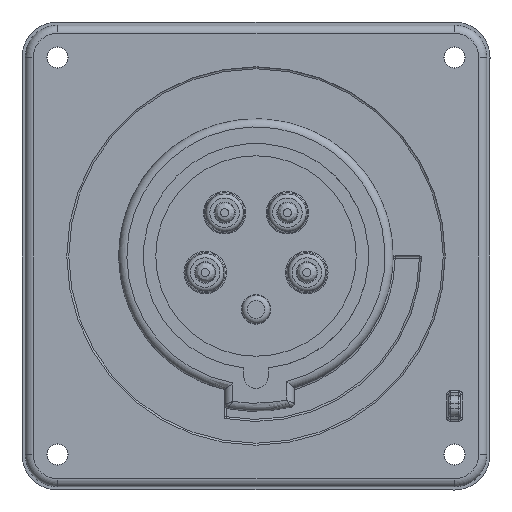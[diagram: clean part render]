
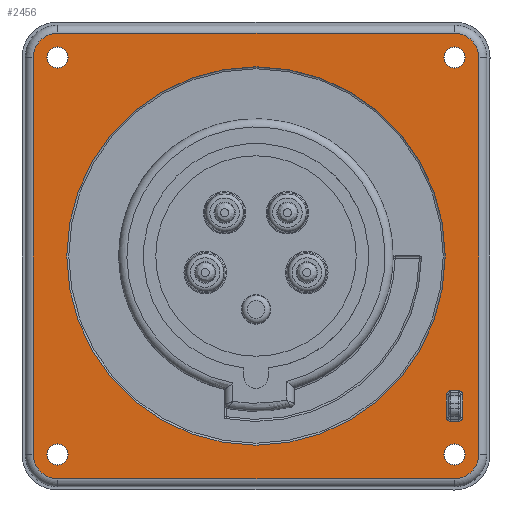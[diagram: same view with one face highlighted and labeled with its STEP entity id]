
A CAD part, front view. The second image highlights one B-rep face of the part: STEP entity #2456.
In plain terms, the highlighted planar face has unit normal (0, -1, 0).
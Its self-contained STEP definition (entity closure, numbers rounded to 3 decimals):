
#432=FACE_BOUND('',#5921,.T.);
#433=FACE_BOUND('',#5922,.T.);
#434=FACE_BOUND('',#5923,.T.);
#435=FACE_BOUND('',#5924,.T.);
#436=FACE_BOUND('',#5925,.T.);
#437=FACE_BOUND('',#5926,.T.);
#438=FACE_BOUND('',#5927,.T.);
#2456=ADVANCED_FACE('',(#432,#433,#434,#435,#436,#437,#438),#3398,.F.);
#3398=PLANE('',#24953);
#5921=EDGE_LOOP('',(#14828,#14829,#14830,#14831,#14832,#14833,#14834,#14835));
#5922=EDGE_LOOP('',(#14836));
#5923=EDGE_LOOP('',(#14837));
#5924=EDGE_LOOP('',(#14838));
#5925=EDGE_LOOP('',(#14839));
#5926=EDGE_LOOP('',(#14840));
#5927=EDGE_LOOP('',(#14841,#14842,#14843,#14844,#14845,#14846,#14847,#14848));
#6846=ELLIPSE('',#24935,1.015,1.);
#6847=ELLIPSE('',#24940,1.015,1.);
#6848=ELLIPSE('',#24943,1.015,1.);
#6849=ELLIPSE('',#24947,1.015,1.);
#7763=LINE('',#47963,#9187);
#7764=LINE('',#47973,#9188);
#7765=LINE('',#47981,#9189);
#7766=LINE('',#47989,#9190);
#7767=LINE('',#48024,#9191);
#7768=LINE('',#48041,#9192);
#7769=LINE('',#48060,#9193);
#7770=LINE('',#48079,#9194);
#9187=VECTOR('',#29898,1.);
#9188=VECTOR('',#29911,1.);
#9189=VECTOR('',#29922,1.);
#9190=VECTOR('',#29933,1.);
#9191=VECTOR('',#29964,1.);
#9192=VECTOR('',#29971,1.);
#9193=VECTOR('',#29980,1.);
#9194=VECTOR('',#29989,1.);
#10451=CIRCLE('',#24910,6.);
#10454=CIRCLE('',#24915,6.);
#10457=CIRCLE('',#24920,6.);
#10459=CIRCLE('',#24924,6.);
#10460=CIRCLE('',#24926,2.642);
#10461=CIRCLE('',#24928,2.642);
#10462=CIRCLE('',#24930,2.642);
#10463=CIRCLE('',#24932,2.642);
#10473=CIRCLE('',#24952,46.9);
#14828=ORIENTED_EDGE('',*,*,#21598,.F.);
#14829=ORIENTED_EDGE('',*,*,#21596,.F.);
#14830=ORIENTED_EDGE('',*,*,#21594,.F.);
#14831=ORIENTED_EDGE('',*,*,#21592,.F.);
#14832=ORIENTED_EDGE('',*,*,#21590,.F.);
#14833=ORIENTED_EDGE('',*,*,#21589,.F.);
#14834=ORIENTED_EDGE('',*,*,#21587,.F.);
#14835=ORIENTED_EDGE('',*,*,#21584,.F.);
#14836=ORIENTED_EDGE('',*,*,#21582,.F.);
#14837=ORIENTED_EDGE('',*,*,#21581,.F.);
#14838=ORIENTED_EDGE('',*,*,#21600,.F.);
#14839=ORIENTED_EDGE('',*,*,#21580,.F.);
#14840=ORIENTED_EDGE('',*,*,#21579,.F.);
#14841=ORIENTED_EDGE('',*,*,#21564,.F.);
#14842=ORIENTED_EDGE('',*,*,#21567,.F.);
#14843=ORIENTED_EDGE('',*,*,#21569,.F.);
#14844=ORIENTED_EDGE('',*,*,#21571,.F.);
#14845=ORIENTED_EDGE('',*,*,#21573,.F.);
#14846=ORIENTED_EDGE('',*,*,#21575,.F.);
#14847=ORIENTED_EDGE('',*,*,#21577,.F.);
#14848=ORIENTED_EDGE('',*,*,#21578,.F.);
#18770=VERTEX_POINT('',#47962);
#18771=VERTEX_POINT('',#47964);
#18772=VERTEX_POINT('',#47968);
#18773=VERTEX_POINT('',#47972);
#18774=VERTEX_POINT('',#47976);
#18775=VERTEX_POINT('',#47980);
#18776=VERTEX_POINT('',#47984);
#18777=VERTEX_POINT('',#47988);
#18778=VERTEX_POINT('',#47994);
#18779=VERTEX_POINT('',#47997);
#18780=VERTEX_POINT('',#48000);
#18781=VERTEX_POINT('',#48003);
#18782=VERTEX_POINT('',#48006);
#18783=VERTEX_POINT('',#48008);
#18784=VERTEX_POINT('',#48023);
#18785=VERTEX_POINT('',#48027);
#18786=VERTEX_POINT('',#48042);
#18787=VERTEX_POINT('',#48046);
#18788=VERTEX_POINT('',#48061);
#18789=VERTEX_POINT('',#48065);
#18791=VERTEX_POINT('',#48085);
#21564=EDGE_CURVE('',#18770,#18771,#7763,.T.);
#21567=EDGE_CURVE('',#18772,#18770,#10451,.T.);
#21569=EDGE_CURVE('',#18773,#18772,#7764,.T.);
#21571=EDGE_CURVE('',#18774,#18773,#10454,.T.);
#21573=EDGE_CURVE('',#18775,#18774,#7765,.T.);
#21575=EDGE_CURVE('',#18776,#18775,#10457,.T.);
#21577=EDGE_CURVE('',#18777,#18776,#7766,.T.);
#21578=EDGE_CURVE('',#18771,#18777,#10459,.T.);
#21579=EDGE_CURVE('',#18778,#18778,#10460,.T.);
#21580=EDGE_CURVE('',#18779,#18779,#10461,.T.);
#21581=EDGE_CURVE('',#18780,#18780,#10462,.T.);
#21582=EDGE_CURVE('',#18781,#18781,#10463,.T.);
#21584=EDGE_CURVE('',#18782,#18783,#6846,.T.);
#21587=EDGE_CURVE('',#18783,#18784,#7767,.T.);
#21589=EDGE_CURVE('',#18784,#18785,#6847,.T.);
#21590=EDGE_CURVE('',#18785,#18786,#7768,.T.);
#21592=EDGE_CURVE('',#18786,#18787,#6848,.T.);
#21594=EDGE_CURVE('',#18787,#18788,#7769,.T.);
#21596=EDGE_CURVE('',#18788,#18789,#6849,.T.);
#21598=EDGE_CURVE('',#18789,#18782,#7770,.T.);
#21600=EDGE_CURVE('',#18791,#18791,#10473,.T.);
#24910=AXIS2_PLACEMENT_3D('',#47969,#29905,#29906);
#24915=AXIS2_PLACEMENT_3D('',#47977,#29916,#29917);
#24920=AXIS2_PLACEMENT_3D('',#47985,#29927,#29928);
#24924=AXIS2_PLACEMENT_3D('',#47991,#29936,#29937);
#24926=AXIS2_PLACEMENT_3D('',#47993,#29940,#29941);
#24928=AXIS2_PLACEMENT_3D('',#47996,#29944,#29945);
#24930=AXIS2_PLACEMENT_3D('',#47999,#29948,#29949);
#24932=AXIS2_PLACEMENT_3D('',#48002,#29952,#29953);
#24935=AXIS2_PLACEMENT_3D('',#48007,#29958,#29959);
#24940=AXIS2_PLACEMENT_3D('',#48028,#29969,#29970);
#24943=AXIS2_PLACEMENT_3D('',#48045,#29976,#29977);
#24947=AXIS2_PLACEMENT_3D('',#48064,#29985,#29986);
#24952=AXIS2_PLACEMENT_3D('',#48084,#29996,#29997);
#24953=AXIS2_PLACEMENT_3D('',#48086,#29998,#29999);
#29898=DIRECTION('',(0.,0.,1.));
#29905=DIRECTION('',(0.,1.,0.));
#29906=DIRECTION('',(0.,0.,1.));
#29911=DIRECTION('',(-1.,0.,0.));
#29916=DIRECTION('',(0.,1.,0.));
#29917=DIRECTION('',(0.,0.,1.));
#29922=DIRECTION('',(0.,0.,-1.));
#29927=DIRECTION('',(0.,1.,0.));
#29928=DIRECTION('',(0.,0.,1.));
#29933=DIRECTION('',(1.,0.,0.));
#29936=DIRECTION('',(0.,1.,0.));
#29937=DIRECTION('',(0.,0.,1.));
#29940=DIRECTION('',(0.,-1.,0.));
#29941=DIRECTION('',(0.,0.,1.));
#29944=DIRECTION('',(0.,-1.,0.));
#29945=DIRECTION('',(0.,0.,1.));
#29948=DIRECTION('',(0.,-1.,0.));
#29949=DIRECTION('',(0.,0.,1.));
#29952=DIRECTION('',(0.,-1.,0.));
#29953=DIRECTION('',(0.,0.,1.));
#29958=DIRECTION('',(0.,-1.,0.));
#29959=DIRECTION('',(-0.049,0.,-0.999));
#29964=DIRECTION('',(1.,0.,0.));
#29969=DIRECTION('',(0.,-1.,0.));
#29970=DIRECTION('',(-0.049,0.,0.999));
#29971=DIRECTION('',(0.,0.,1.));
#29976=DIRECTION('',(0.,-1.,0.));
#29977=DIRECTION('',(-0.049,0.,-0.999));
#29980=DIRECTION('',(-1.,0.,0.));
#29985=DIRECTION('',(0.,-1.,0.));
#29986=DIRECTION('',(-0.049,0.,0.999));
#29989=DIRECTION('',(0.,0.,-1.));
#29996=DIRECTION('',(0.,-1.,0.));
#29997=DIRECTION('',(0.,0.,1.));
#29998=DIRECTION('',(0.,1.,0.));
#29999=DIRECTION('',(-0.707,0.,-0.707));
#47962=CARTESIAN_POINT('',(-55.2,31.6,-44.7));
#47963=CARTESIAN_POINT('',(-55.2,31.6,53.7));
#47964=CARTESIAN_POINT('',(-55.2,31.6,53.7));
#47968=CARTESIAN_POINT('',(-49.2,31.6,-50.7));
#47969=CARTESIAN_POINT('',(-49.2,31.6,-44.7));
#47972=CARTESIAN_POINT('',(49.2,31.6,-50.7));
#47973=CARTESIAN_POINT('',(-49.2,31.6,-50.7));
#47976=CARTESIAN_POINT('',(55.2,31.6,-44.7));
#47977=CARTESIAN_POINT('',(49.2,31.6,-44.7));
#47980=CARTESIAN_POINT('',(55.2,31.6,53.7));
#47981=CARTESIAN_POINT('',(55.2,31.6,-44.7));
#47984=CARTESIAN_POINT('',(49.2,31.6,59.7));
#47985=CARTESIAN_POINT('',(49.2,31.6,53.7));
#47988=CARTESIAN_POINT('',(-49.2,31.6,59.7));
#47989=CARTESIAN_POINT('',(49.2,31.6,59.7));
#47991=CARTESIAN_POINT('',(-49.2,31.6,53.7));
#47993=CARTESIAN_POINT('',(-49.2,31.6,53.7));
#47994=CARTESIAN_POINT('',(-49.2,31.6,56.342));
#47996=CARTESIAN_POINT('',(49.2,31.6,53.7));
#47997=CARTESIAN_POINT('',(49.2,31.6,56.342));
#47999=CARTESIAN_POINT('',(-49.2,31.6,-44.7));
#48000=CARTESIAN_POINT('',(-49.2,31.6,-42.058));
#48002=CARTESIAN_POINT('',(49.2,31.6,-44.7));
#48003=CARTESIAN_POINT('',(49.2,31.6,-42.058));
#48006=CARTESIAN_POINT('',(47.21,31.6,-35.467));
#48007=CARTESIAN_POINT('',(48.21,31.6,-35.466));
#48008=CARTESIAN_POINT('',(48.209,31.6,-36.481));
#48023=CARTESIAN_POINT('',(50.191,31.6,-36.481));
#48024=CARTESIAN_POINT('',(48.209,31.6,-36.481));
#48027=CARTESIAN_POINT('',(51.19,31.6,-35.467));
#48028=CARTESIAN_POINT('',(50.19,31.6,-35.466));
#48041=CARTESIAN_POINT('',(51.19,31.6,-35.467));
#48042=CARTESIAN_POINT('',(51.19,31.6,-29.933));
#48045=CARTESIAN_POINT('',(50.19,31.6,-29.934));
#48046=CARTESIAN_POINT('',(50.191,31.6,-28.919));
#48060=CARTESIAN_POINT('',(50.191,31.6,-28.919));
#48061=CARTESIAN_POINT('',(48.209,31.6,-28.919));
#48064=CARTESIAN_POINT('',(48.21,31.6,-29.934));
#48065=CARTESIAN_POINT('',(47.21,31.6,-29.933));
#48079=CARTESIAN_POINT('',(47.21,31.6,-29.933));
#48084=CARTESIAN_POINT('',(0.,31.6,4.5));
#48085=CARTESIAN_POINT('',(0.,31.6,51.4));
#48086=CARTESIAN_POINT('',(0.,31.6,4.5));
